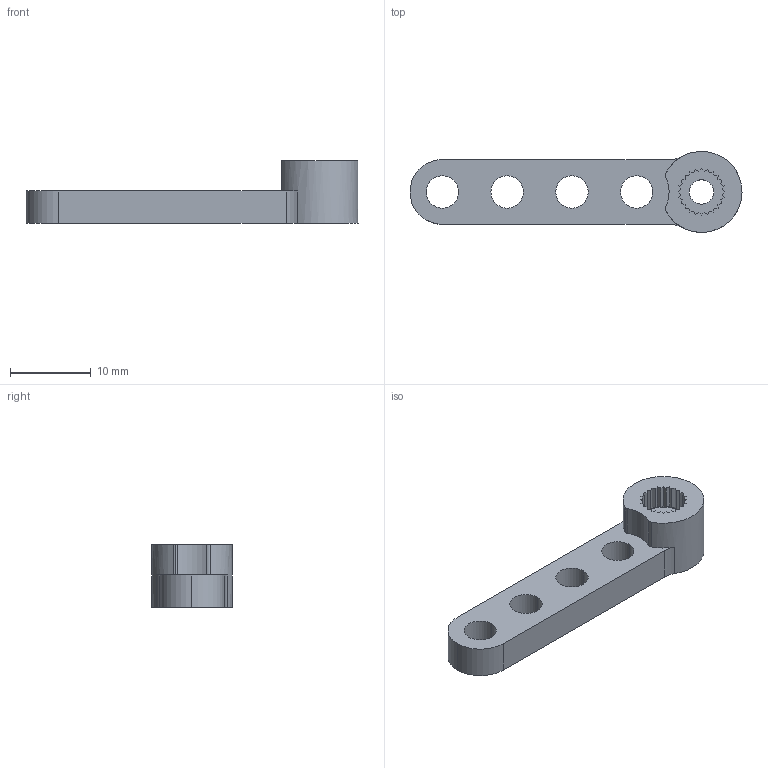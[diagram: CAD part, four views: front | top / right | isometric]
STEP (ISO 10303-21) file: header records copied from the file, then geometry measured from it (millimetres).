
FILE_DESCRIPTION (( 'STEP AP203' ), '1' );
FILE_NAME ('1900-0024-0104.STEP', '2017-04-13T14:12:14', ( '' ), ( '' ), 'SwSTEP 2.0', 'SolidWorks 2016', '' );
FILE_SCHEMA (( 'CONFIG_CONTROL_DESIGN' ));
Length unit declared in the file: millimetre
Products named in the file (1): 1900-0024-0104
Bounding box: 41 x 10 x 7.75 mm (x, y, z)
Volume: 1164.9 mm3; surface area: 1402.1 mm2
Topology: 1 solids, 1 shells, 79 faces, 222 edges, 148 vertices
Faces by surface type: plane 56, cylinder 23
Entity records: 2641 total; most frequent: CARTESIAN_POINT 450, ORIENTED_EDGE 444, DIRECTION 430, EDGE_CURVE 222, VECTOR 174, LINE 174, VERTEX_POINT 148, AXIS2_PLACEMENT_3D 128
